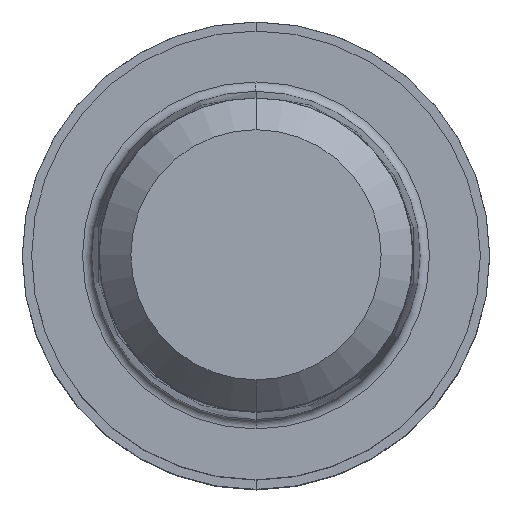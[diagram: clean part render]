
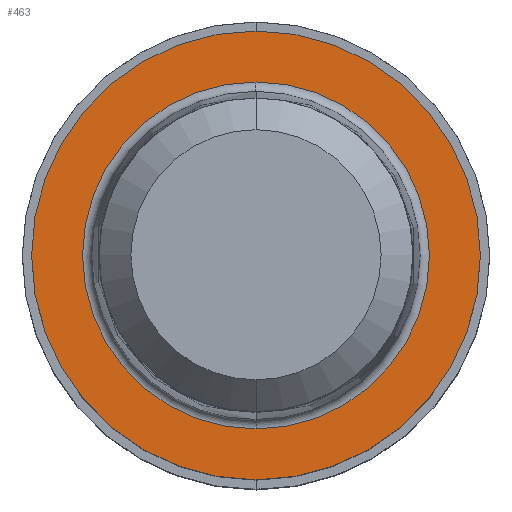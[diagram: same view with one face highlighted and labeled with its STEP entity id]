
A CAD part, top view. The second image highlights one B-rep face of the part: STEP entity #463.
In plain terms, the highlighted planar face has unit normal (0, 0, 1).
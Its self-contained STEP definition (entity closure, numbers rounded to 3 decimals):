
#237=EDGE_CURVE('',#437,#377,#577,.T.);
#267=VERTEX_POINT('',#614);
#373=EDGE_CURVE('',#483,#267,#731,.T.);
#375=EDGE_CURVE('',#267,#483,#733,.T.);
#377=VERTEX_POINT('',#735);
#425=EDGE_CURVE('',#377,#437,#788,.T.);
#437=VERTEX_POINT('',#800);
#463=ADVANCED_FACE('',(#830,#831),#832,.T.);
#483=VERTEX_POINT('',#859);
#577=CIRCLE('',#962,12.0);
#614=CARTESIAN_POINT('',(0.0,9.275,0.01));
#731=CIRCLE('',#1164,9.275);
#733=CIRCLE('',#1167,9.275);
#735=CARTESIAN_POINT('',(0.0,12.0,0.01));
#788=CIRCLE('',#1239,12.0);
#800=CARTESIAN_POINT('',(0.,-12.0,0.01));
#830=FACE_OUTER_BOUND('',#1288,.T.);
#831=FACE_BOUND('',#1289,.T.);
#832=PLANE('',#1290);
#859=CARTESIAN_POINT('',(0.,-9.275,0.01));
#962=AXIS2_PLACEMENT_3D('',#1420,#1421,#1422);
#1164=AXIS2_PLACEMENT_3D('',#1624,#1625,#1626);
#1167=AXIS2_PLACEMENT_3D('',#1627,#1628,#1629);
#1239=AXIS2_PLACEMENT_3D('',#1702,#1703,#1704);
#1288=EDGE_LOOP('',(#1741,#1742));
#1289=EDGE_LOOP('',(#1743,#1744));
#1290=AXIS2_PLACEMENT_3D('',#1745,#1746,#1747);
#1420=CARTESIAN_POINT('',(0.0,0.0,0.01));
#1421=DIRECTION('',(0.0,0.0,-1.0));
#1422=DIRECTION('',(0.0,1.0,0.0));
#1624=CARTESIAN_POINT('',(0.0,0.0,0.01));
#1625=DIRECTION('',(0.0,0.0,-1.0));
#1626=DIRECTION('',(0.0,1.0,0.0));
#1627=CARTESIAN_POINT('',(0.0,0.0,0.01));
#1628=DIRECTION('',(0.0,0.0,-1.0));
#1629=DIRECTION('',(0.0,1.0,0.0));
#1702=CARTESIAN_POINT('',(0.0,0.0,0.01));
#1703=DIRECTION('',(0.0,0.0,-1.0));
#1704=DIRECTION('',(0.0,1.0,0.0));
#1741=ORIENTED_EDGE('',*,*,#425,.F.);
#1742=ORIENTED_EDGE('',*,*,#237,.F.);
#1743=ORIENTED_EDGE('',*,*,#375,.T.);
#1744=ORIENTED_EDGE('',*,*,#373,.T.);
#1745=CARTESIAN_POINT('',(0.0,6.0,0.01));
#1746=DIRECTION('',(-0.0,0.0,1.0));
#1747=DIRECTION('',(0.0,-1.0,0.0));
